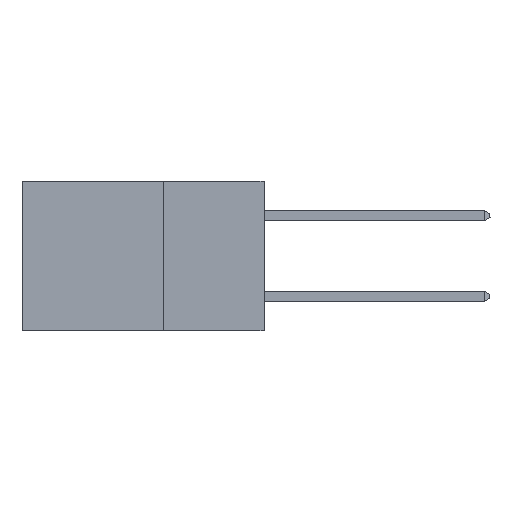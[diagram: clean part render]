
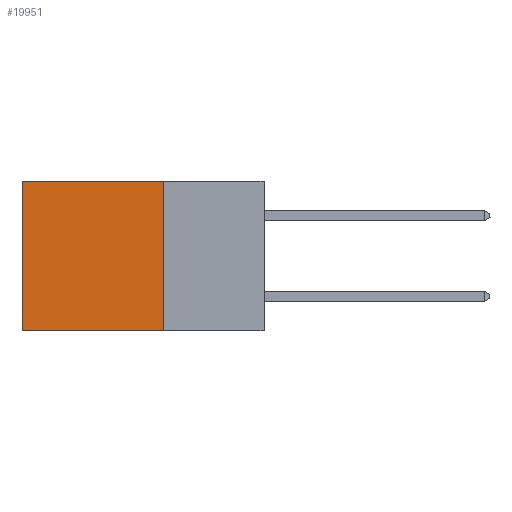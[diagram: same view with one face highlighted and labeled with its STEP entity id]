
A CAD part, left-side view. The second image highlights one B-rep face of the part: STEP entity #19951.
In plain terms, the highlighted planar face has unit normal (-1, 0, 0).
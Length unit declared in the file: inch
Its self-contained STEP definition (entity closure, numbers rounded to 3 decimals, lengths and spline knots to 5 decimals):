
#134 = VECTOR ( 'NONE', #2038, 39.37008 ) ;
#2038 = DIRECTION ( 'NONE',  ( 0., 1., 0. ) ) ;
#2318 = ORIENTED_EDGE ( 'NONE', *, *, #11618, .T. ) ;
#4223 = VECTOR ( 'NONE', #20191, 39.37008 ) ;
#4345 = DIRECTION ( 'NONE',  ( 0., 0., -1. ) ) ;
#4526 = DIRECTION ( 'NONE',  ( 0., 0., -1. ) ) ;
#6053 = FACE_OUTER_BOUND ( 'NONE', #18693, .T. ) ;
#6200 = VERTEX_POINT ( 'NONE', #6966 ) ;
#6224 = VECTOR ( 'NONE', #4345, 39.37008 ) ;
#6966 = CARTESIAN_POINT ( 'NONE',  ( 0.298, 0.6, 0. ) ) ;
#9553 = CARTESIAN_POINT ( 'NONE',  ( 0.298, 0.25, 0. ) ) ;
#9772 = LINE ( 'NONE', #20291, #4223 ) ;
#9976 = EDGE_CURVE ( 'NONE', #6200, #14358, #16885, .T. ) ;
#10240 = CARTESIAN_POINT ( 'NONE',  ( 0.298, 0.25, 0. ) ) ;
#11124 = ORIENTED_EDGE ( 'NONE', *, *, #9976, .T. ) ;
#11618 = EDGE_CURVE ( 'NONE', #28321, #6200, #19001, .T. ) ;
#13077 = AXIS2_PLACEMENT_3D ( 'NONE', #10240, #19818, #29249 ) ;
#14358 = VERTEX_POINT ( 'NONE', #22786 ) ;
#16885 = LINE ( 'NONE', #18256, #18735 ) ;
#17534 = EDGE_CURVE ( 'NONE', #28321, #20930, #24757, .T. ) ;
#18256 = CARTESIAN_POINT ( 'NONE',  ( 0.298, 0.6, 0. ) ) ;
#18693 = EDGE_LOOP ( 'NONE', ( #11124, #29354, #26525, #2318 ) ) ;
#18735 = VECTOR ( 'NONE', #4526, 39.37008 ) ;
#19001 = LINE ( 'NONE', #30398, #134 ) ;
#19818 = DIRECTION ( 'NONE',  ( 1., 0., 0. ) ) ;
#19951 = ADVANCED_FACE ( 'NONE', ( #6053 ), #26766, .F. ) ;
#20191 = DIRECTION ( 'NONE',  ( 0., 1., 0. ) ) ;
#20291 = CARTESIAN_POINT ( 'NONE',  ( 0.298, 0.25, -0.37 ) ) ;
#20930 = VERTEX_POINT ( 'NONE', #21747 ) ;
#21747 = CARTESIAN_POINT ( 'NONE',  ( 0.298, 0.25, -0.37 ) ) ;
#22786 = CARTESIAN_POINT ( 'NONE',  ( 0.298, 0.6, -0.37 ) ) ;
#24757 = LINE ( 'NONE', #25839, #6224 ) ;
#25277 = EDGE_CURVE ( 'NONE', #20930, #14358, #9772, .T. ) ;
#25839 = CARTESIAN_POINT ( 'NONE',  ( 0.298, 0.25, 0. ) ) ;
#26525 = ORIENTED_EDGE ( 'NONE', *, *, #17534, .F. ) ;
#26766 = PLANE ( 'NONE',  #13077 ) ;
#28321 = VERTEX_POINT ( 'NONE', #9553 ) ;
#29249 = DIRECTION ( 'NONE',  ( 0., 0., -1. ) ) ;
#29354 = ORIENTED_EDGE ( 'NONE', *, *, #25277, .F. ) ;
#30398 = CARTESIAN_POINT ( 'NONE',  ( 0.298, 0.25, 0. ) ) ;
